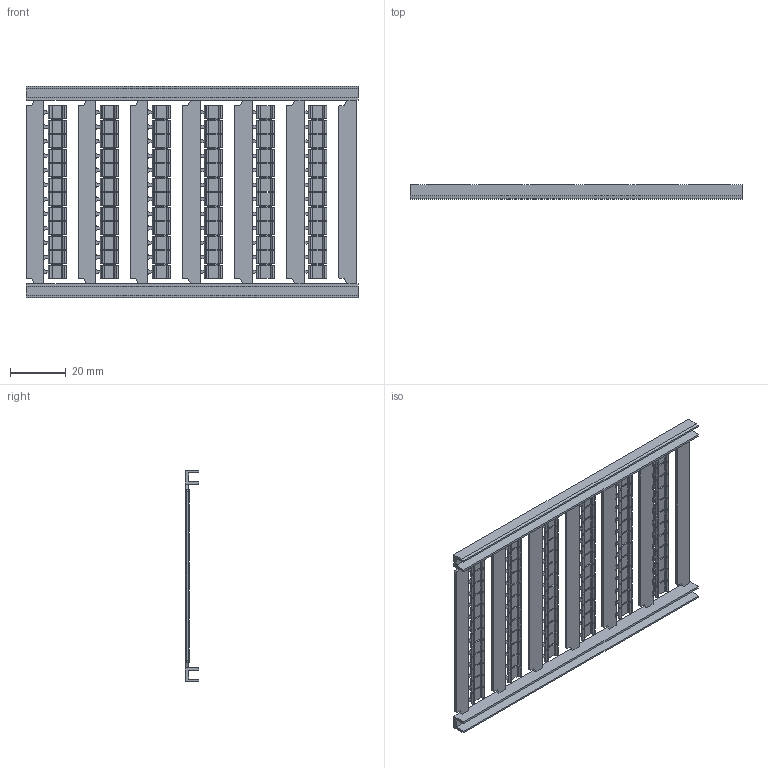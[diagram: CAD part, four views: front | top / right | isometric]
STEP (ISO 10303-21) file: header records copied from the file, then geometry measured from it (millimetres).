
FILE_DESCRIPTION((''),'2;1');
FILE_NAME('8YB867182','2022-08-22T',('Administrator'),(''),'PRO/ENGINEER BY PARAMETRIC TECHNOLOGY CORPORATION, 2013230','PRO/ENGINEER BY PARAMETRIC TECHNOLOGY CORPORATION, 2013230','');
FILE_SCHEMA(('CONFIG_CONTROL_DESIGN'));
Products named in the file (1): 8YB867182
Bounding box: 119.2 x 5 x 76 mm (x, y, z)
Volume: 8893 mm3; surface area: 20037.3 mm2
Topology: 1 solids, 1 shells, 2825 faces, 7541 edges, 4592 vertices
Faces by surface type: plane 2091, cylinder 734
Entity records: 86413 total; most frequent: CARTESIAN_POINT 15892, ORIENTED_EDGE 15082, DIRECTION 14343, EDGE_CURVE 7541, VECTOR 5785, LINE 5785, VERTEX_POINT 4592, AXIS2_PLACEMENT_3D 4279
